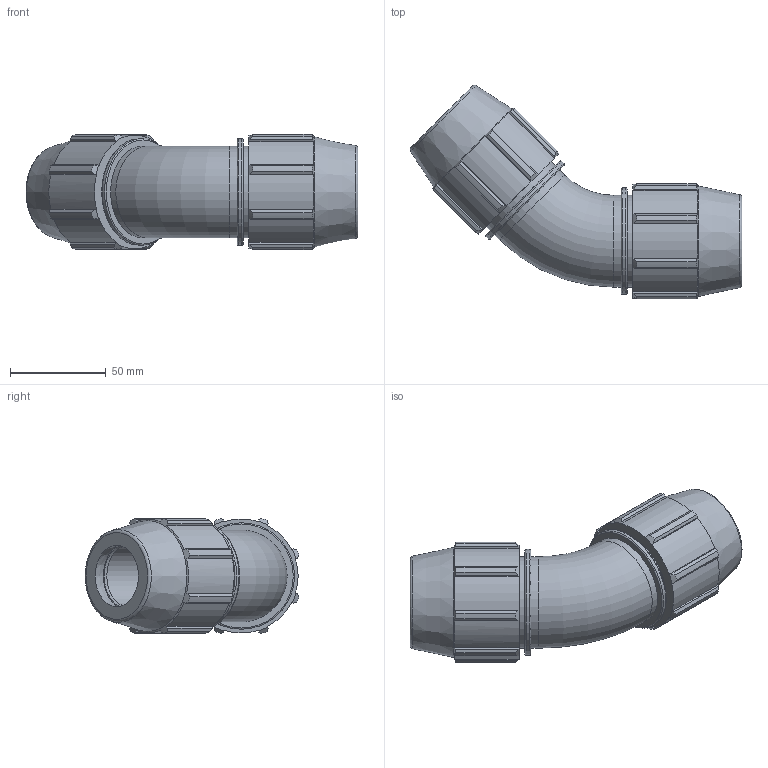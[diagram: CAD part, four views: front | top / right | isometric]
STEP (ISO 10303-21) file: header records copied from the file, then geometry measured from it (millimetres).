
FILE_DESCRIPTION(/* description */ ('PLASSON 45° ELBOW 32-32'),/* implementation_level */ '2;1');
FILE_NAME(/* name */ '070600032_180600032_0706060320A.ipt.stp',/* time_stamp */ '2017-06-06T17:15:22+03:00',/* author */ ('KIM'),/* organization */ (''),/* preprocessor_version */ 'ST-DEVELOPER v15.6',/* originating_system */ 'Autodesk Inventor 2015',/* authorisation */ '');
FILE_SCHEMA (('AUTOMOTIVE_DESIGN { 1 0 10303 214 3 1 1 }'));
Length unit declared in the file: millimetre
Products named in the file (1): 070600032_180600032_0706060320A
Bounding box: 173.57 x 111.68 x 60.22 mm (x, y, z)
Volume: 274392 mm3; surface area: 57758.3 mm2
Topology: 1 solids, 1 shells, 146 faces, 398 edges, 262 vertices
Faces by surface type: plane 74, cylinder 40, cone 24, torus 8
Full cylindrical faces by diameter (mm): 32 x2, 48 x4, 55.68 x2
Entity records: 4550 total; most frequent: CARTESIAN_POINT 899, ORIENTED_EDGE 736, DIRECTION 710, EDGE_CURVE 368, AXIS2_PLACEMENT_3D 259, VERTEX_POINT 256, LINE 192, VECTOR 192
